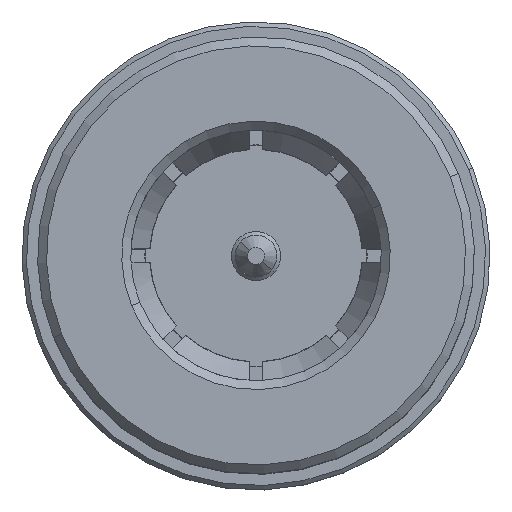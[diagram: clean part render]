
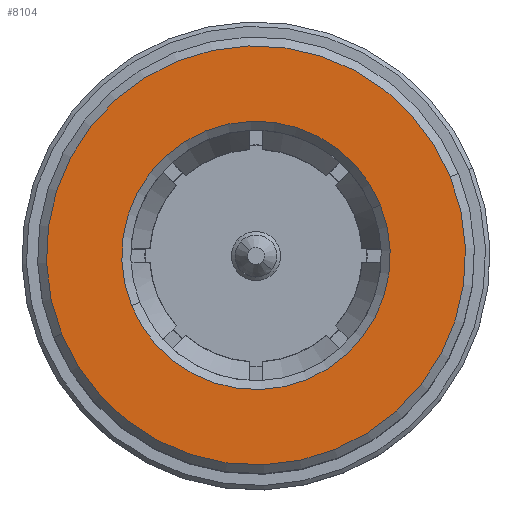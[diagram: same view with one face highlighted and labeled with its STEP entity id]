
A CAD part, top view. The second image highlights one B-rep face of the part: STEP entity #8104.
In plain terms, the highlighted planar face has unit normal (0, 0, 1).
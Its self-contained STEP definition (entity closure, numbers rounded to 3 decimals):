
#42 = CIRCLE ( 'NONE', #296, 4.7 ) ;
#237 = DIRECTION ( 'NONE',  ( 0.927, 0.375, 0. ) ) ;
#269 = VERTEX_POINT ( 'NONE', #2717 ) ;
#296 = AXIS2_PLACEMENT_3D ( 'NONE', #8110, #4157, #237 ) ;
#437 = AXIS2_PLACEMENT_3D ( 'NONE', #2490, #7064, #3149 ) ;
#619 = EDGE_CURVE ( 'NONE', #654, #5642, #42, .T. ) ;
#654 = VERTEX_POINT ( 'NONE', #5509 ) ;
#804 = ORIENTED_EDGE ( 'NONE', *, *, #3038, .T. ) ;
#1429 = CIRCLE ( 'NONE', #5355, 3.01 ) ;
#1796 = FACE_BOUND ( 'NONE', #6729, .T. ) ;
#2339 = CARTESIAN_POINT ( 'NONE',  ( -1.055, 2.604, 2.85 ) ) ;
#2431 = CARTESIAN_POINT ( 'NONE',  ( 0., 0., 2.85 ) ) ;
#2490 = CARTESIAN_POINT ( 'NONE',  ( 0., 0., 2.85 ) ) ;
#2610 = ORIENTED_EDGE ( 'NONE', *, *, #6994, .T. ) ;
#2614 = VERTEX_POINT ( 'NONE', #4117 ) ;
#2659 = EDGE_LOOP ( 'NONE', ( #7636, #6763 ) ) ;
#2717 = CARTESIAN_POINT ( 'NONE',  ( -2.79, -1.13, 2.85 ) ) ;
#2992 = DIRECTION ( 'NONE',  ( 0.927, 0.375, 0. ) ) ;
#3038 = EDGE_CURVE ( 'NONE', #2614, #269, #5098, .T. ) ;
#3098 = DIRECTION ( 'NONE',  ( 0.927, 0.375, 0. ) ) ;
#3149 = DIRECTION ( 'NONE',  ( 0.927, 0.375, 0. ) ) ;
#3239 = DIRECTION ( 'NONE',  ( 0., 0., -1. ) ) ;
#3317 = CARTESIAN_POINT ( 'NONE',  ( 4.356, 1.765, 2.85 ) ) ;
#3582 = PLANE ( 'NONE',  #7948 ) ;
#3645 = EDGE_CURVE ( 'NONE', #5642, #654, #6691, .T. ) ;
#4117 = CARTESIAN_POINT ( 'NONE',  ( 2.79, 1.13, 2.85 ) ) ;
#4157 = DIRECTION ( 'NONE',  ( 0., 0., 1. ) ) ;
#4916 = AXIS2_PLACEMENT_3D ( 'NONE', #2431, #7011, #3098 ) ;
#5098 = CIRCLE ( 'NONE', #437, 3.01 ) ;
#5292 = FACE_OUTER_BOUND ( 'NONE', #2659, .T. ) ;
#5355 = AXIS2_PLACEMENT_3D ( 'NONE', #7144, #3239, #7844 ) ;
#5509 = CARTESIAN_POINT ( 'NONE',  ( -4.356, -1.765, 2.85 ) ) ;
#5642 = VERTEX_POINT ( 'NONE', #3317 ) ;
#6691 = CIRCLE ( 'NONE', #4916, 4.7 ) ;
#6729 = EDGE_LOOP ( 'NONE', ( #804, #2610 ) ) ;
#6763 = ORIENTED_EDGE ( 'NONE', *, *, #3645, .T. ) ;
#6904 = DIRECTION ( 'NONE',  ( 0., 0., 1. ) ) ;
#6994 = EDGE_CURVE ( 'NONE', #269, #2614, #1429, .T. ) ;
#7011 = DIRECTION ( 'NONE',  ( 0., 0., 1. ) ) ;
#7064 = DIRECTION ( 'NONE',  ( 0., 0., -1. ) ) ;
#7144 = CARTESIAN_POINT ( 'NONE',  ( 0., 0., 2.85 ) ) ;
#7636 = ORIENTED_EDGE ( 'NONE', *, *, #619, .T. ) ;
#7844 = DIRECTION ( 'NONE',  ( 0.927, 0.375, 0. ) ) ;
#7948 = AXIS2_PLACEMENT_3D ( 'NONE', #2339, #6904, #2992 ) ;
#8104 = ADVANCED_FACE ( 'NONE', ( #1796, #5292 ), #3582, .T. ) ;
#8110 = CARTESIAN_POINT ( 'NONE',  ( 0., 0., 2.85 ) ) ;
